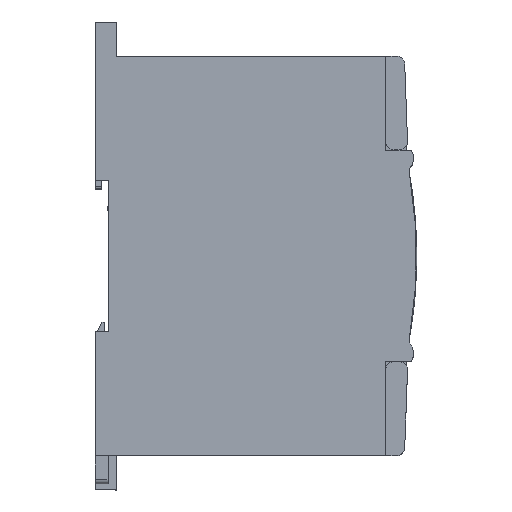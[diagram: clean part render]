
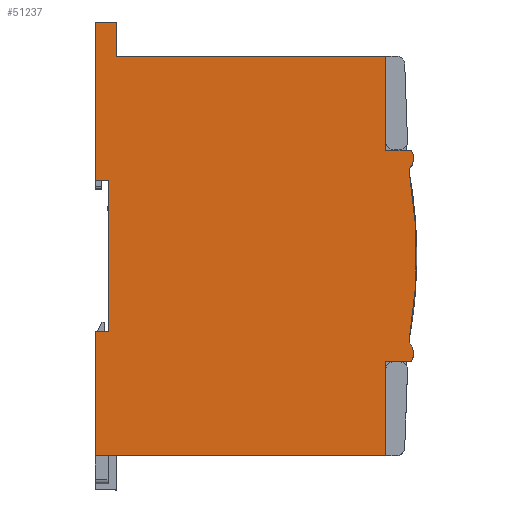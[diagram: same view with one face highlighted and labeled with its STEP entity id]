
A CAD part, top view. The second image highlights one B-rep face of the part: STEP entity #51237.
In plain terms, the highlighted face is planar.
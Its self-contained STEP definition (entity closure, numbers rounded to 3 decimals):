
#15820 = VERTEX_POINT ( 'NONE', #43737 ) ;
#15848 = EDGE_CURVE ( 'NONE', #15856, #15855, #43807, .T. ) ;
#15855 = VERTEX_POINT ( 'NONE', #43836 ) ;
#15856 = VERTEX_POINT ( 'NONE', #43834 ) ;
#15866 = EDGE_CURVE ( 'NONE', #15820, #15876, #43881, .T. ) ;
#15876 = VERTEX_POINT ( 'NONE', #43861 ) ;
#15918 = VERTEX_POINT ( 'NONE', #43934 ) ;
#15920 = EDGE_CURVE ( 'NONE', #15945, #15918, #43978, .T. ) ;
#15945 = VERTEX_POINT ( 'NONE', #43997 ) ;
#15961 = VERTEX_POINT ( 'NONE', #43984 ) ;
#16014 = EDGE_CURVE ( 'NONE', #15918, #15961, #44120, .T. ) ;
#16039 = VERTEX_POINT ( 'NONE', #44149 ) ;
#16042 = EDGE_CURVE ( 'NONE', #15820, #16039, #44136, .T. ) ;
#16043 = VERTEX_POINT ( 'NONE', #44162 ) ;
#16097 = EDGE_CURVE ( 'NONE', #15855, #16043, #44294, .T. ) ;
#43737 = CARTESIAN_POINT ( 'NONE',  ( 0., 0., -7.268 ) ) ;
#43807 = LINE ( 'NONE', #43840, #43839 ) ;
#43834 = CARTESIAN_POINT ( 'NONE',  ( 0., 94., -70.6 ) ) ;
#43836 = CARTESIAN_POINT ( 'NONE',  ( 0., 94., -7.268 ) ) ;
#43838 = DIRECTION ( 'NONE',  ( 0., 0., 1. ) ) ;
#43839 = VECTOR ( 'NONE', #43838, 1000. ) ;
#43840 = CARTESIAN_POINT ( 'NONE',  ( 0., 94., -7.268 ) ) ;
#43861 = CARTESIAN_POINT ( 'NONE',  ( 0., 0., -75.6 ) ) ;
#43877 = DIRECTION ( 'NONE',  ( 0., 0., -1. ) ) ;
#43878 = VECTOR ( 'NONE', #43877, 1000. ) ;
#43879 = CARTESIAN_POINT ( 'NONE',  ( 0., 0., -75.6 ) ) ;
#43881 = LINE ( 'NONE', #43879, #43878 ) ;
#43924 = CARTESIAN_POINT ( 'NONE',  ( 0., 0., -72.4 ) ) ;
#43934 = CARTESIAN_POINT ( 'NONE',  ( 0., 64.75, -72.4 ) ) ;
#43976 = DIRECTION ( 'NONE',  ( 0., 1., 0. ) ) ;
#43977 = VECTOR ( 'NONE', #43976, 1000. ) ;
#43978 = LINE ( 'NONE', #43924, #43977 ) ;
#43984 = CARTESIAN_POINT ( 'NONE',  ( 0., 64.75, -75.6 ) ) ;
#43997 = CARTESIAN_POINT ( 'NONE',  ( 0., 29.25, -72.4 ) ) ;
#44117 = DIRECTION ( 'NONE',  ( 0., 0., -1. ) ) ;
#44118 = VECTOR ( 'NONE', #44117, 1000. ) ;
#44119 = CARTESIAN_POINT ( 'NONE',  ( 0., 64.75, -72.4 ) ) ;
#44120 = LINE ( 'NONE', #44119, #44118 ) ;
#44133 = DIRECTION ( 'NONE',  ( 0., 1., 0. ) ) ;
#44134 = VECTOR ( 'NONE', #44133, 1000. ) ;
#44135 = CARTESIAN_POINT ( 'NONE',  ( 0., 0., -7.268 ) ) ;
#44136 = LINE ( 'NONE', #44135, #44134 ) ;
#44149 = CARTESIAN_POINT ( 'NONE',  ( 0., 22.2, -7.268 ) ) ;
#44162 = CARTESIAN_POINT ( 'NONE',  ( 0., 71.8, -7.268 ) ) ;
#44291 = DIRECTION ( 'NONE',  ( 0., -1., 0. ) ) ;
#44292 = VECTOR ( 'NONE', #44291, 1000. ) ;
#44293 = CARTESIAN_POINT ( 'NONE',  ( 0., 94., -7.268 ) ) ;
#44294 = LINE ( 'NONE', #44293, #44292 ) ;
#50009 = EDGE_CURVE ( 'NONE', #50011, #16039, #65865, .T. ) ;
#50011 = VERTEX_POINT ( 'NONE', #65818 ) ;
#50093 = EDGE_CURVE ( 'NONE', #50104, #50011, #66529, .T. ) ;
#50103 = EDGE_CURVE ( 'NONE', #16043, #50112, #66512, .T. ) ;
#50104 = VERTEX_POINT ( 'NONE', #66519 ) ;
#50112 = VERTEX_POINT ( 'NONE', #66514 ) ;
#51071 = EDGE_CURVE ( 'NONE', #51159, #51160, #73388, .T. ) ;
#51142 = EDGE_CURVE ( 'NONE', #50112, #51144, #73853, .T. ) ;
#51144 = VERTEX_POINT ( 'NONE', #73873 ) ;
#51159 = VERTEX_POINT ( 'NONE', #74063 ) ;
#51160 = VERTEX_POINT ( 'NONE', #74044 ) ;
#51178 = ORIENTED_EDGE ( 'NONE', *, *, #50009, .F. ) ;
#51180 = ORIENTED_EDGE ( 'NONE', *, *, #15866, .F. ) ;
#51181 = ORIENTED_EDGE ( 'NONE', *, *, #51242, .F. ) ;
#51190 = EDGE_LOOP ( 'NONE', ( #51239, #51252, #51238, #51241, #51181, #51180, #51244, #51178, #51240, #51229, #51227, #51231, #51230, #51234, #51232, #51233, #51216, #51289 ) ) ;
#51191 = EDGE_CURVE ( 'NONE', #15961, #51201, #74273, .T. ) ;
#51201 = VERTEX_POINT ( 'NONE', #74371 ) ;
#51216 = ORIENTED_EDGE ( 'NONE', *, *, #51290, .T. ) ;
#51217 = EDGE_CURVE ( 'NONE', #51228, #51201, #74428, .T. ) ;
#51226 = EDGE_CURVE ( 'NONE', #51159, #51144, #74394, .T. ) ;
#51227 = ORIENTED_EDGE ( 'NONE', *, *, #51071, .F. ) ;
#51228 = VERTEX_POINT ( 'NONE', #74395 ) ;
#51229 = ORIENTED_EDGE ( 'NONE', *, *, #51243, .T. ) ;
#51230 = ORIENTED_EDGE ( 'NONE', *, *, #51142, .F. ) ;
#51231 = ORIENTED_EDGE ( 'NONE', *, *, #51226, .T. ) ;
#51232 = ORIENTED_EDGE ( 'NONE', *, *, #16097, .F. ) ;
#51233 = ORIENTED_EDGE ( 'NONE', *, *, #15848, .F. ) ;
#51234 = ORIENTED_EDGE ( 'NONE', *, *, #50103, .F. ) ;
#51235 = EDGE_CURVE ( 'NONE', #51236, #15945, #74390, .T. ) ;
#51236 = VERTEX_POINT ( 'NONE', #74397 ) ;
#51237 = ADVANCED_FACE ( 'NONE', ( #74384 ), #74380, .F. ) ;
#51238 = ORIENTED_EDGE ( 'NONE', *, *, #15920, .F. ) ;
#51239 = ORIENTED_EDGE ( 'NONE', *, *, #51191, .F. ) ;
#51240 = ORIENTED_EDGE ( 'NONE', *, *, #50093, .F. ) ;
#51241 = ORIENTED_EDGE ( 'NONE', *, *, #51235, .F. ) ;
#51242 = EDGE_CURVE ( 'NONE', #15876, #51236, #74494, .T. ) ;
#51243 = EDGE_CURVE ( 'NONE', #50104, #51160, #74470, .T. ) ;
#51244 = ORIENTED_EDGE ( 'NONE', *, *, #16042, .T. ) ;
#51252 = ORIENTED_EDGE ( 'NONE', *, *, #16014, .F. ) ;
#51289 = ORIENTED_EDGE ( 'NONE', *, *, #51217, .T. ) ;
#51290 = EDGE_CURVE ( 'NONE', #15856, #51228, #74514, .T. ) ;
#65818 = CARTESIAN_POINT ( 'NONE',  ( 0., 22.2, -1.268 ) ) ;
#65846 = DIRECTION ( 'NONE',  ( 0., 0., -1. ) ) ;
#65848 = VECTOR ( 'NONE', #65846, 1000. ) ;
#65850 = CARTESIAN_POINT ( 'NONE',  ( 0., 22.2, -1.268 ) ) ;
#65865 = LINE ( 'NONE', #65850, #65848 ) ;
#66428 = CARTESIAN_POINT ( 'NONE',  ( 0., 24.065, -4.323 ) ) ;
#66508 = VECTOR ( 'NONE', #66623, 1000. ) ;
#66511 = CARTESIAN_POINT ( 'NONE',  ( 0., 71.8, -75.6 ) ) ;
#66512 = LINE ( 'NONE', #66511, #66508 ) ;
#66514 = CARTESIAN_POINT ( 'NONE',  ( 0., 71.8, -1.268 ) ) ;
#66519 = CARTESIAN_POINT ( 'NONE',  ( 0., 26.494, -1.694 ) ) ;
#66524 = DIRECTION ( 'NONE',  ( 0., 0., -1. ) ) ;
#66529 = CIRCLE ( 'NONE', #66532, 3.579 ) ;
#66532 = AXIS2_PLACEMENT_3D ( 'NONE', #66428, #66543, #66524 ) ;
#66543 = DIRECTION ( 'NONE',  ( 1., 0., 0. ) ) ;
#66623 = DIRECTION ( 'NONE',  ( 0., 0., 1. ) ) ;
#73378 = DIRECTION ( 'NONE',  ( 0., 0., -1. ) ) ;
#73379 = DIRECTION ( 'NONE',  ( 1., 0., 0. ) ) ;
#73380 = CARTESIAN_POINT ( 'NONE',  ( 0., 47., -112.688 ) ) ;
#73381 = AXIS2_PLACEMENT_3D ( 'NONE', #73380, #73379, #73378 ) ;
#73388 = CIRCLE ( 'NONE', #73381, 112.688 ) ;
#73853 = CIRCLE ( 'NONE', #73878, 3.579 ) ;
#73873 = CARTESIAN_POINT ( 'NONE',  ( 0., 67.494, -1.705 ) ) ;
#73874 = DIRECTION ( 'NONE',  ( 0., 0., -1. ) ) ;
#73875 = DIRECTION ( 'NONE',  ( 1., 0., 0. ) ) ;
#73877 = CARTESIAN_POINT ( 'NONE',  ( 0., 69.935, -4.323 ) ) ;
#73878 = AXIS2_PLACEMENT_3D ( 'NONE', #73877, #73875, #73874 ) ;
#74044 = CARTESIAN_POINT ( 'NONE',  ( 0., 27.268, -1.741 ) ) ;
#74063 = CARTESIAN_POINT ( 'NONE',  ( 0., 66.487, -1.698 ) ) ;
#74268 = DIRECTION ( 'NONE',  ( 0., 1., 0. ) ) ;
#74269 = VECTOR ( 'NONE', #74268, 1000. ) ;
#74270 = CARTESIAN_POINT ( 'NONE',  ( 0., 22.2, -75.6 ) ) ;
#74273 = LINE ( 'NONE', #74270, #74269 ) ;
#74371 = CARTESIAN_POINT ( 'NONE',  ( 0., 102., -75.6 ) ) ;
#74380 = PLANE ( 'NONE',  #74496 ) ;
#74384 = FACE_OUTER_BOUND ( 'NONE', #51190, .T. ) ;
#74385 = DIRECTION ( 'NONE',  ( 0., 0., 1. ) ) ;
#74386 = CARTESIAN_POINT ( 'NONE',  ( 0., 29.25, -75.6 ) ) ;
#74390 = LINE ( 'NONE', #74386, #74410 ) ;
#74392 = DIRECTION ( 'NONE',  ( 0., 1., -0.008 ) ) ;
#74393 = VECTOR ( 'NONE', #74392, 1000. ) ;
#74394 = LINE ( 'NONE', #74413, #74393 ) ;
#74395 = CARTESIAN_POINT ( 'NONE',  ( 0., 102., -70.6 ) ) ;
#74397 = CARTESIAN_POINT ( 'NONE',  ( 0., 29.25, -75.6 ) ) ;
#74406 = DIRECTION ( 'NONE',  ( 0., 0., -1. ) ) ;
#74407 = DIRECTION ( 'NONE',  ( 1., 0., 0. ) ) ;
#74410 = VECTOR ( 'NONE', #74385, 1000. ) ;
#74413 = CARTESIAN_POINT ( 'NONE',  ( 0., 69.955, -1.724 ) ) ;
#74419 = DIRECTION ( 'NONE',  ( 0., 0., -1. ) ) ;
#74420 = VECTOR ( 'NONE', #74419, 1000. ) ;
#74421 = CARTESIAN_POINT ( 'NONE',  ( 0., 102., -70.6 ) ) ;
#74428 = LINE ( 'NONE', #74421, #74420 ) ;
#74465 = DIRECTION ( 'NONE',  ( 0., 0.998, -0.06 ) ) ;
#74467 = VECTOR ( 'NONE', #74465, 1000. ) ;
#74468 = CARTESIAN_POINT ( 'NONE',  ( 0., 69.935, -4.325 ) ) ;
#74470 = LINE ( 'NONE', #74468, #74467 ) ;
#74478 = DIRECTION ( 'NONE',  ( 0., 1., 0. ) ) ;
#74492 = VECTOR ( 'NONE', #74478, 1000. ) ;
#74494 = LINE ( 'NONE', #74498, #74492 ) ;
#74496 = AXIS2_PLACEMENT_3D ( 'NONE', #74503, #74407, #74406 ) ;
#74498 = CARTESIAN_POINT ( 'NONE',  ( 0., 29.25, -75.6 ) ) ;
#74503 = CARTESIAN_POINT ( 'NONE',  ( 0., 69.935, -4.323 ) ) ;
#74514 = LINE ( 'NONE', #74537, #74534 ) ;
#74533 = DIRECTION ( 'NONE',  ( 0., 1., 0. ) ) ;
#74534 = VECTOR ( 'NONE', #74533, 1000. ) ;
#74537 = CARTESIAN_POINT ( 'NONE',  ( 0., 94., -70.6 ) ) ;
